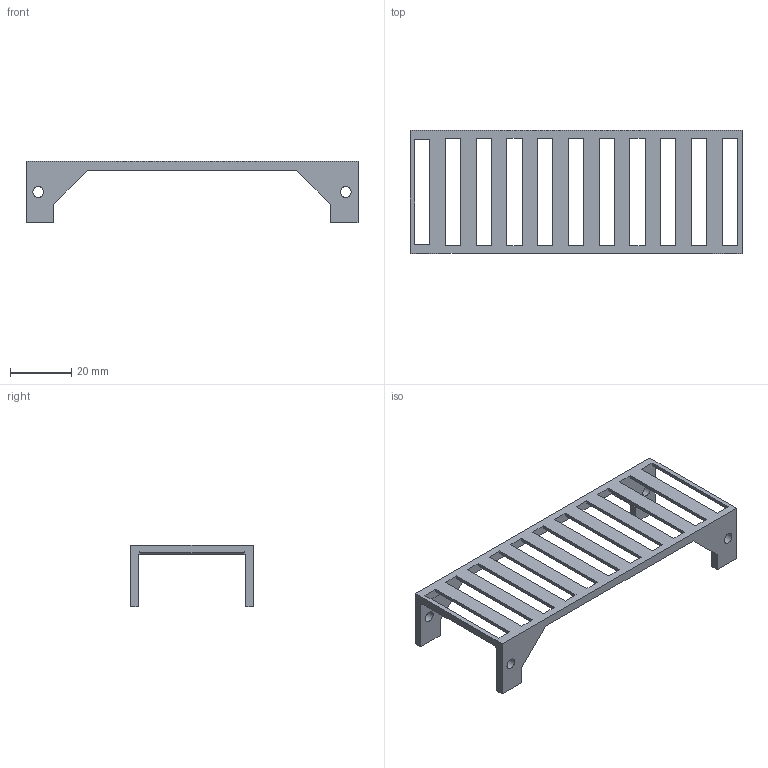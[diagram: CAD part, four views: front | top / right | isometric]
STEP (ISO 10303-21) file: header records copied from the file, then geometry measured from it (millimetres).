
FILE_DESCRIPTION(/* description */ (''),/* implementation_level */ '2;1');
FILE_NAME(/* name */ 'Rear Vent Grill (2mm Smaller).step',/* time_stamp */ '2020-06-08T21:15:28-05:00',/* author */ (''),/* organization */ (''),/* preprocessor_version */ 'ST-DEVELOPER v18.1',/* originating_system */ 'Autodesk Translation Framework v9.3.0.1241',/* authorisation */ '');
FILE_SCHEMA (('AUTOMOTIVE_DESIGN { 1 0 10303 214 3 1 1 }'));
Length unit declared in the file: millimetre
Products named in the file (1): Rear Vent Grill (2mm Smaller)
Bounding box: 108 x 40 x 20 mm (x, y, z)
Volume: 7711.4 mm3; surface area: 9477.5 mm2
Topology: 1 solids, 1 shells, 86 faces, 270 edges, 180 vertices
Faces by surface type: plane 82, cylinder 4
Full cylindrical faces by diameter (mm): 3.5 x4
Entity records: 3035 total; most frequent: ORIENTED_EDGE 540, CARTESIAN_POINT 537, DIRECTION 452, EDGE_CURVE 270, LINE 262, VECTOR 262, VERTEX_POINT 180, EDGE_LOOP 110
